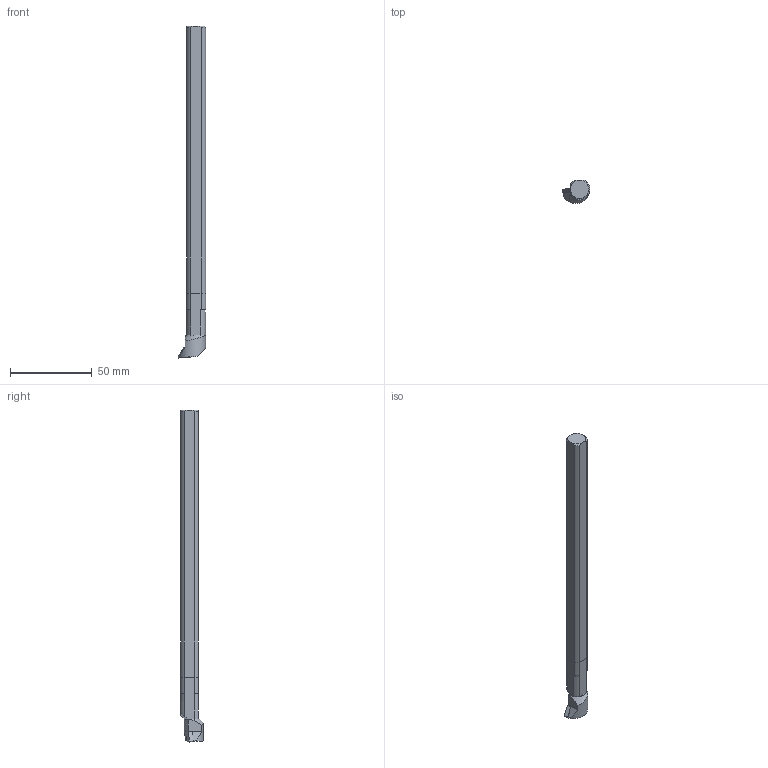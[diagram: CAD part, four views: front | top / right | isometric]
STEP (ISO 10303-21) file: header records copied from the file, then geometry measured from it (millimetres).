
FILE_DESCRIPTION(/* description */ (''),/* implementation_level */ '2;1');
FILE_NAME(/* name */ 'S08-SDUCR-2.stp',/* time_stamp */ '2012-09-27T13:34:45+05:00',/* author */ (''),/* organization */ (''),/* preprocessor_version */ 'ST-DEVELOPER v11',/* originating_system */ 'SIEMENS PLM Software NX 7.5',/* authorisation */ '');
FILE_SCHEMA (('AUTOMOTIVE_DESIGN { 1 0 10303 214 1 1 1 1 }'));
Length unit declared in the file: millimetre
Products named in the file (1): inpuBC1Ezmj9
Bounding box: 17.1 x 13.81 x 203.66 mm (x, y, z)
Volume: 22903.8 mm3; surface area: 8513 mm2
Topology: 3 solids, 3 shells, 48 faces, 122 edges, 80 vertices
Faces by surface type: plane 29, cylinder 10, cone 9
Entity records: 1572 total; most frequent: CARTESIAN_POINT 294, DIRECTION 247, ORIENTED_EDGE 244, EDGE_CURVE 122, AXIS2_PLACEMENT_3D 87, VERTEX_POINT 80, LINE 73, VECTOR 73
